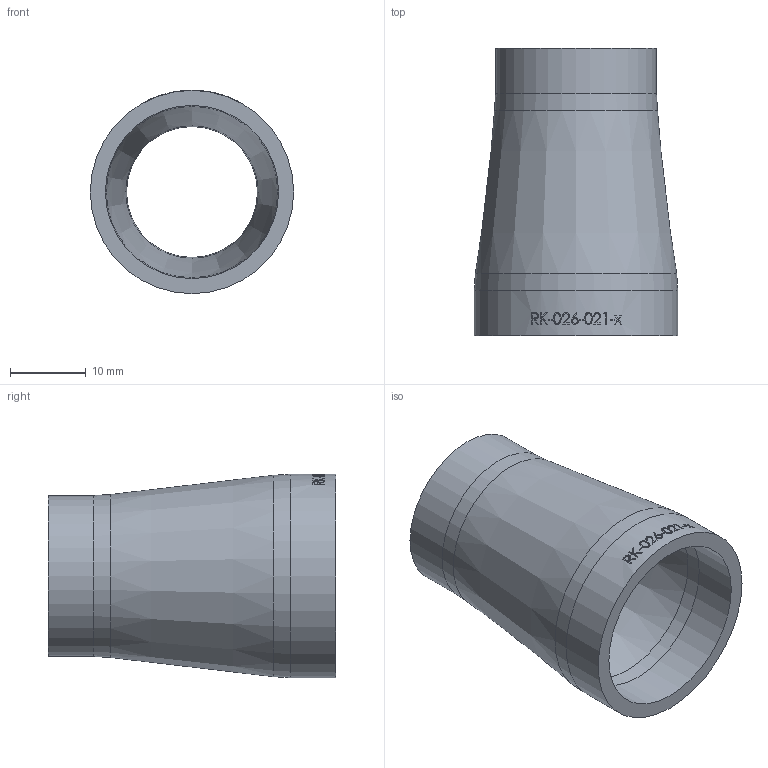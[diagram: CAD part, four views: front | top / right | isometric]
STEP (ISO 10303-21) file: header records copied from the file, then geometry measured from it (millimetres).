
FILE_DESCRIPTION (( 'STEP AP214' ), '1' );
FILE_NAME ('RK-026-021-x Reduzierung 26,9x21,3x2,0x2,0 BL38 1909.STEP', '2019-09-09T10:07:31', ( '' ), ( '' ), 'SwSTEP 2.0', 'SolidWorks 2016', '' );
FILE_SCHEMA (( 'AUTOMOTIVE_DESIGN' ));
Length unit declared in the file: millimetre
Products named in the file (1): RK-026-021-x Reduzierung 26,9x21,3x2,0x2,0 BL38 1909
Bounding box: 26.9 x 38 x 26.9 mm (x, y, z)
Volume: 5296.4 mm3; surface area: 5576.7 mm2
Topology: 1 solids, 1 shells, 139 faces, 355 edges, 234 vertices
Faces by surface type: bspline 67, plane 46, cylinder 20, torus 4, cone 2
Full cylindrical faces by diameter (mm): 17.3 x1, 21.3 x1, 22.9 x1, 26.9 x1
Entity records: 10455 total; most frequent: CARTESIAN_POINT 6293, ORIENTED_EDGE 690, EDGE_CURVE 345, DIRECTION 343, VERTEX_POINT 234, B_SPLINE_CURVE_WITH_KNOTS 216, EDGE_LOOP 167, FACE_OUTER_BOUND 147
